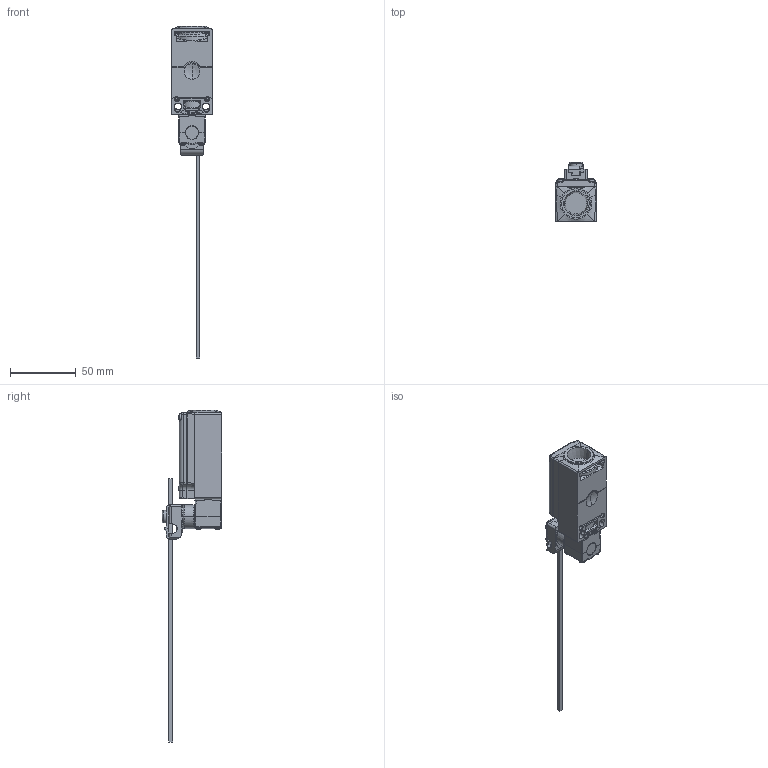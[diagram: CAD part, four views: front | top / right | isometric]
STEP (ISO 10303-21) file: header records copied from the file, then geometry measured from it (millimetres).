
FILE_DESCRIPTION((''),'2;1');
FILE_NAME('1336834_SW0001','2016-06-03T',('sharbsmeier'),('.steute Schaltgeräte GmbH, Löhne'),'PRO/ENGINEER BY PARAMETRIC TECHNOLOGY CORPORATION, 2015070','PRO/ENGINEER BY PARAMETRIC TECHNOLOGY CORPORATION, 2015070','');
FILE_SCHEMA(('CONFIG_CONTROL_DESIGN'));
Length unit declared in the file: millimetre
Products named in the file (1): 1336834_SW0001
Bounding box: 31 x 45.4 x 252 mm (x, y, z)
Surface area: 19525.3 mm2 (no closed solid volume)
Topology: 0 solids, 32 shells, 393 faces, 1655 edges, 1270 vertices
Faces by surface type: plane 155, cylinder 119, bspline 64, cone 18, sphere 18, torus 17, extrusion 2
Entity records: 21943 total; most frequent: CARTESIAN_POINT 9298, ORIENTED_EDGE 2416, DIRECTION 2348, EDGE_CURVE 1652, VERTEX_POINT 1270, VECTOR 922, LINE 920, AXIS2_PLACEMENT_3D 713
